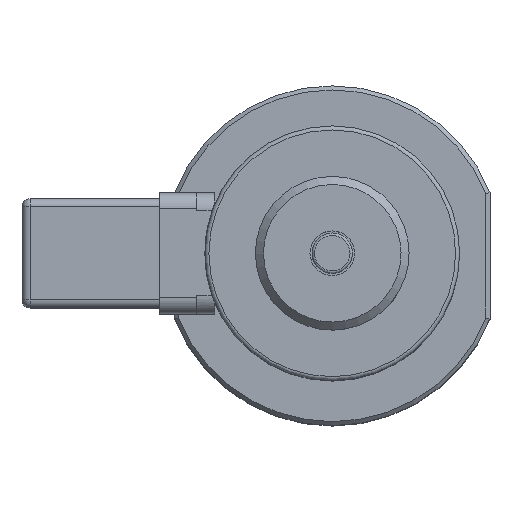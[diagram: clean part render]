
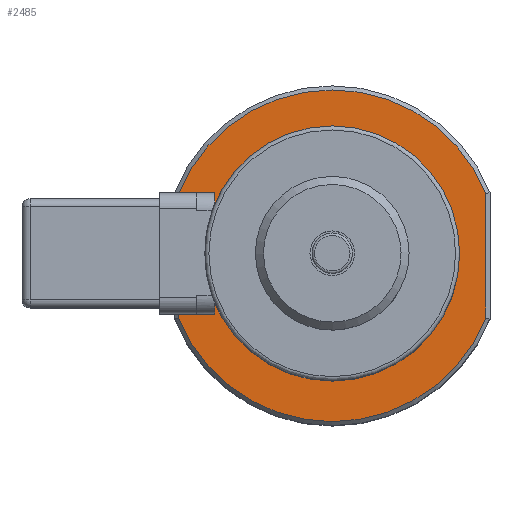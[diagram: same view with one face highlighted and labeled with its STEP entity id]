
A CAD part, top view. The second image highlights one B-rep face of the part: STEP entity #2485.
In plain terms, the highlighted planar face has unit normal (0, 0, 1).
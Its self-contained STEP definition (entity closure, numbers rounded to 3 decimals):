
#218=LINE('',#4336,#394);
#219=LINE('',#4339,#395);
#394=VECTOR('',#3429,30.79);
#395=VECTOR('',#3432,30.79);
#483=PLANE('',#2752);
#582=FACE_BOUND('',#915,.T.);
#719=FACE_OUTER_BOUND('',#914,.T.);
#914=EDGE_LOOP('',(#2209,#2210,#2211,#2212));
#915=EDGE_LOOP('',(#2213,#2214));
#1058=CIRCLE('',#2753,41.);
#1059=CIRCLE('',#2754,41.);
#1060=CIRCLE('',#2755,18.3);
#1061=CIRCLE('',#2756,18.3);
#1272=VERTEX_POINT('',#4332);
#1273=VERTEX_POINT('',#4333);
#1274=VERTEX_POINT('',#4335);
#1275=VERTEX_POINT('',#4337);
#1276=VERTEX_POINT('',#4340);
#1277=VERTEX_POINT('',#4341);
#1590=EDGE_CURVE('',#1272,#1273,#1058,.T.);
#1591=EDGE_CURVE('',#1274,#1272,#218,.T.);
#1592=EDGE_CURVE('',#1275,#1274,#1059,.T.);
#1593=EDGE_CURVE('',#1273,#1275,#219,.T.);
#1594=EDGE_CURVE('',#1276,#1277,#1060,.T.);
#1595=EDGE_CURVE('',#1277,#1276,#1061,.T.);
#2209=ORIENTED_EDGE('',*,*,#1590,.F.);
#2210=ORIENTED_EDGE('',*,*,#1591,.F.);
#2211=ORIENTED_EDGE('',*,*,#1592,.F.);
#2212=ORIENTED_EDGE('',*,*,#1593,.F.);
#2213=ORIENTED_EDGE('',*,*,#1594,.T.);
#2214=ORIENTED_EDGE('',*,*,#1595,.T.);
#2485=ADVANCED_FACE('',(#719,#582),#483,.T.);
#2752=AXIS2_PLACEMENT_3D('',#4331,#3425,#3426);
#2753=AXIS2_PLACEMENT_3D('',#4334,#3427,#3428);
#2754=AXIS2_PLACEMENT_3D('',#4338,#3430,#3431);
#2755=AXIS2_PLACEMENT_3D('',#4342,#3433,#3434);
#2756=AXIS2_PLACEMENT_3D('',#4343,#3435,#3436);
#3425=DIRECTION('center_axis',(0.,0.,
1.));
#3426=DIRECTION('ref_axis',(0.,-1.,0.));
#3427=DIRECTION('center_axis',(0.,0.,
-1.));
#3428=DIRECTION('ref_axis',(-1.,0.,0.));
#3429=DIRECTION('',(0.,-1.,0.));
#3430=DIRECTION('center_axis',(0.,0.,
-1.));
#3431=DIRECTION('ref_axis',(-1.,0.,0.));
#3432=DIRECTION('',(0.,1.,0.));
#3433=DIRECTION('center_axis',(0.,0.,
-1.));
#3434=DIRECTION('ref_axis',(1.,0.,0.));
#3435=DIRECTION('center_axis',(0.,0.,
-1.));
#3436=DIRECTION('ref_axis',(1.,0.,0.));
#4331=CARTESIAN_POINT('Origin',(-12.,0.,63.6));
#4332=CARTESIAN_POINT('',(38.,-15.395,63.6));
#4333=CARTESIAN_POINT('',(-38.,-15.395,63.6));
#4334=CARTESIAN_POINT('Origin',(0.,0.,
63.6));
#4335=CARTESIAN_POINT('',(38.,15.395,63.6));
#4336=CARTESIAN_POINT('',(38.,-11.25,63.6));
#4337=CARTESIAN_POINT('',(-38.,15.395,63.6));
#4338=CARTESIAN_POINT('Origin',(0.,0.,
63.6));
#4339=CARTESIAN_POINT('',(-38.,11.25,63.6));
#4340=CARTESIAN_POINT('',(-17.064,6.611,63.6));
#4341=CARTESIAN_POINT('',(-18.3,0.,63.6));
#4342=CARTESIAN_POINT('Origin',(0.,0.,
63.6));
#4343=CARTESIAN_POINT('Origin',(0.,0.,
63.6));
